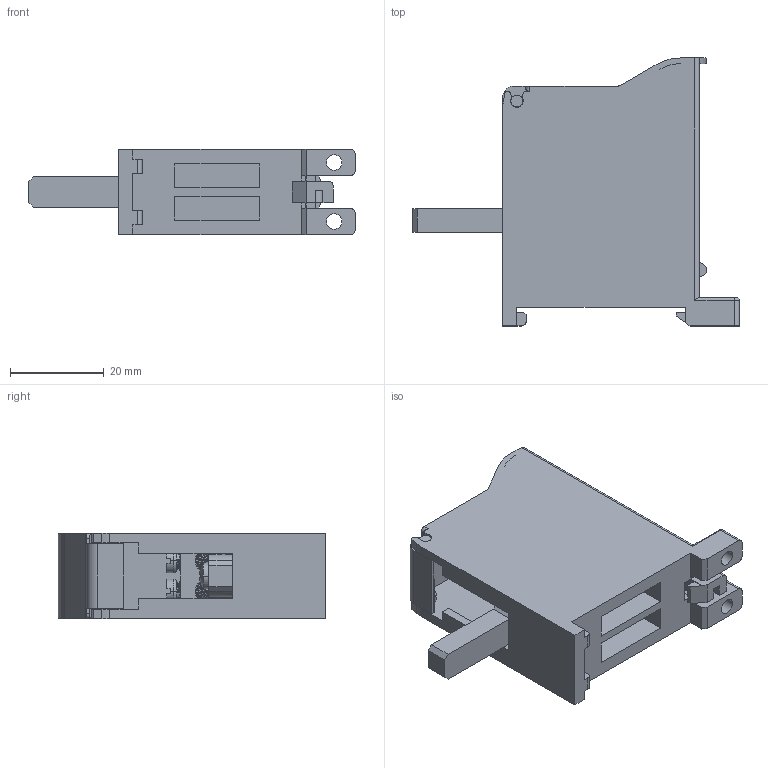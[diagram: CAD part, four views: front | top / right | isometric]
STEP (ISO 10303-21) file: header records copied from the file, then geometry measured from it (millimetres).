
FILE_DESCRIPTION((''),'2;1');
FILE_NAME('8YB754773-1','2022-12-13T',('ASUS'),(''),'PRO/ENGINEER BY PARAMETRIC TECHNOLOGY CORPORATION, 2013230','PRO/ENGINEER BY PARAMETRIC TECHNOLOGY CORPORATION, 2013230','');
FILE_SCHEMA(('CONFIG_CONTROL_DESIGN'));
Length unit declared in the file: millimetre
Products named in the file (1): 8YB754773-1
Bounding box: 69.7 x 57.2 x 18.2 mm (x, y, z)
Volume: 18283.1 mm3; surface area: 17936.4 mm2
Topology: 1 solids, 3 shells, 488 faces, 1536 edges, 999 vertices
Faces by surface type: plane 210, cylinder 200, bspline 44, torus 14, cone 13, sphere 7
Entity records: 27067 total; most frequent: CARTESIAN_POINT 14023, ORIENTED_EDGE 3064, DIRECTION 2307, EDGE_CURVE 1532, VERTEX_POINT 999, VECTOR 773, LINE 773, AXIS2_PLACEMENT_3D 767
